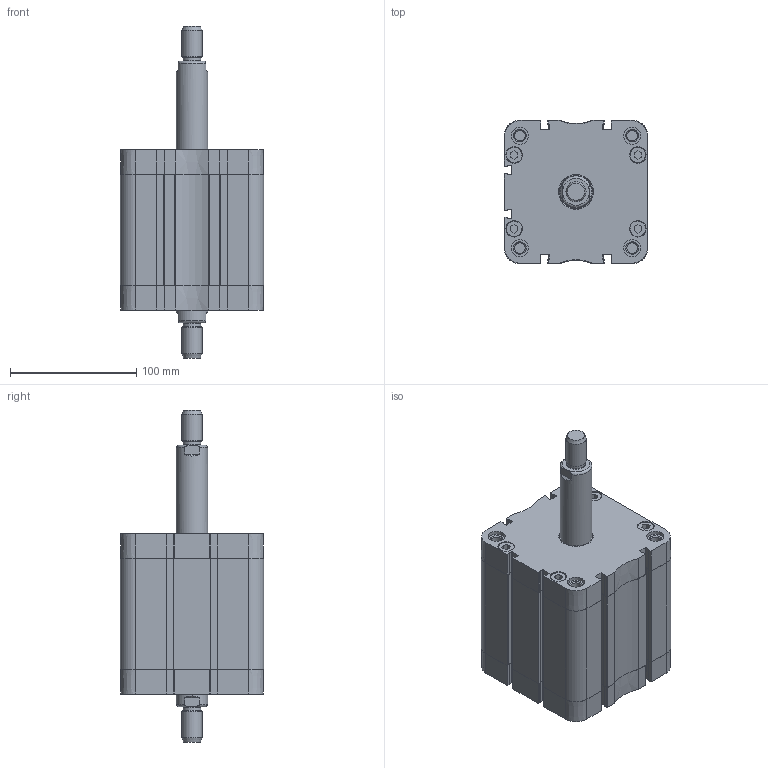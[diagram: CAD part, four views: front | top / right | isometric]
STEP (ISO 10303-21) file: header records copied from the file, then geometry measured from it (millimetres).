
FILE_DESCRIPTION((''),'2;1');
FILE_NAME('PDMP100.060.GS.M.stp','2014-01-21T14:40:23',('carlo.corazza'),(''),'Autodesk Inventor 2012','Autodesk Inventor 2012','');
FILE_SCHEMA(('AUTOMOTIVE_DESIGN { 1 0 10303 214 1 1 1 1 }'));
Length unit declared in the file: millimetre
Products named in the file (5): PDMP100..GS.M; CORPO-060; STELO-060; TA
Assembly tree (5 placements, depth 2):
  PDMP100..GS.M
    CORPO-060
    STELO-060  x2
    TA
    TA
Bounding box: 113.5 x 113.5 x 263 mm (x, y, z)
Volume: 944896.3 mm3; surface area: 187638.3 mm2
Topology: 7 solids, 7 shells, 815 faces, 2133 edges, 1402 vertices
Faces by surface type: plane 364, cylinder 241, bspline 122, cone 60, torus 28
Full cylindrical faces by diameter (mm): 6 x2, 8.376 x8, 8.566 x4, 10.106 x2, 13.1 x8, 13.5 x8, 14 x2, 16 x2, 25 x2, 25.6 x2, 26.9 x2, 28 x2, 29.8 x2, 30 x2, 100 x1
Entity records: 26047 total; most frequent: CARTESIAN_POINT 6836, ORIENTED_EDGE 3962, DIRECTION 3578, EDGE_CURVE 1981, VERTEX_POINT 1363, AXIS2_PLACEMENT_3D 1221, VECTOR 1136, LINE 1136
